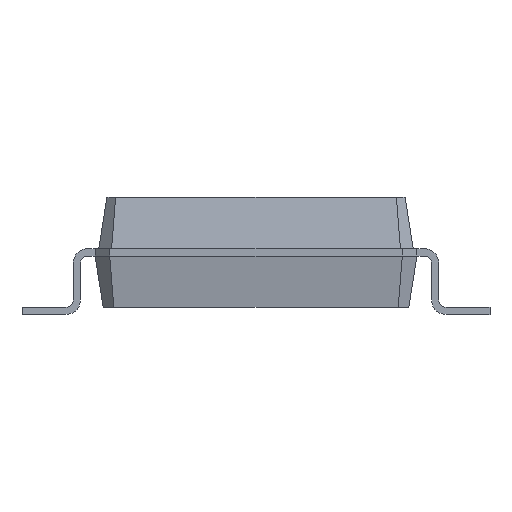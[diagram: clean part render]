
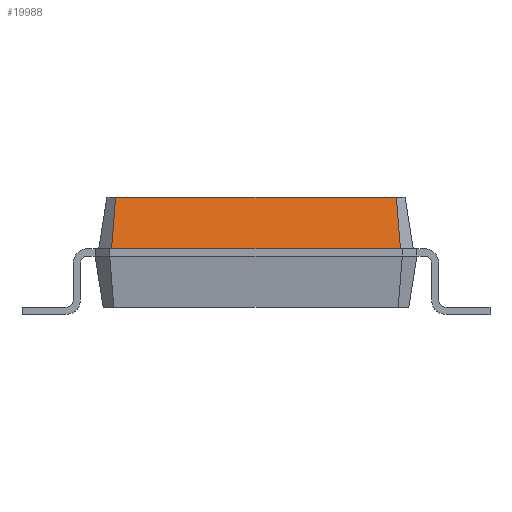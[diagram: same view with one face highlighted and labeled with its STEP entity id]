
A CAD part, front view. The second image highlights one B-rep face of the part: STEP entity #19988.
In plain terms, the highlighted free-form (B-spline) face has degree [1, 1] with [2, 2] control points.
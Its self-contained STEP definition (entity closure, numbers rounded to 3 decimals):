
#5167 = B_SPLINE_SURFACE_WITH_KNOTS('',1,1,(
(#5168,#5169)
,(#5170,#5171
)),.UNSPECIFIED.,.F.,.F.,.F.,(2,2),(2,2),(0.,0.247),(0.,1.)
,.PIECEWISE_BEZIER_KNOTS.);
#5168 = CARTESIAN_POINT('',(2.15,-3.675,0.9));
#5169 = CARTESIAN_POINT('',(2.039,-3.62,1.6));
#5170 = CARTESIAN_POINT('',(1.975,-3.85,0.9));
#5171 = CARTESIAN_POINT('',(1.92,-3.739,1.6));
#5194 = PLANE('',#5195);
#5195 = AXIS2_PLACEMENT_3D('',#5196,#5197,#5198);
#5196 = CARTESIAN_POINT('',(-1.92,3.739,1.6));
#5197 = DIRECTION('',(0.,0.,1.));
#5198 = DIRECTION('',(0.457,-0.89,0.));
#14662 = VERTEX_POINT('',#14663);
#14663 = CARTESIAN_POINT('',(1.975,-3.85,0.9));
#14683 = EDGE_CURVE('',#14662,#14684,#14686,.T.);
#14684 = VERTEX_POINT('',#14685);
#14685 = CARTESIAN_POINT('',(1.92,-3.739,1.6));
#14686 = SURFACE_CURVE('',#14687,(#14690,#14697),.PCURVE_S1.);
#14687 = B_SPLINE_CURVE_WITH_KNOTS('',1,(#14688,#14689),.UNSPECIFIED.,
.F.,.F.,(2,2),(0.,1.),.PIECEWISE_BEZIER_KNOTS.);
#14688 = CARTESIAN_POINT('',(1.975,-3.85,0.9));
#14689 = CARTESIAN_POINT('',(1.92,-3.739,1.6));
#14690 = PCURVE('',#5167,#14691);
#14691 = DEFINITIONAL_REPRESENTATION('',(#14692),#14696);
#14692 = LINE('',#14693,#14694);
#14693 = CARTESIAN_POINT('',(0.247,0.));
#14694 = VECTOR('',#14695,1.);
#14695 = DIRECTION('',(0.,1.));
#14696 = ( GEOMETRIC_REPRESENTATION_CONTEXT(2)
PARAMETRIC_REPRESENTATION_CONTEXT() REPRESENTATION_CONTEXT('2D SPACE',''
) );
#14697 = PCURVE('',#14698,#14703);
#14698 = B_SPLINE_SURFACE_WITH_KNOTS('',1,1,(
(#14699,#14700)
,(#14701,#14702
)),.UNSPECIFIED.,.F.,.F.,.F.,(2,2),(2,2),(0.,3.95),(0.,1.),
.PIECEWISE_BEZIER_KNOTS.);
#14699 = CARTESIAN_POINT('',(1.975,-3.85,0.9));
#14700 = CARTESIAN_POINT('',(1.92,-3.739,1.6));
#14701 = CARTESIAN_POINT('',(-1.975,-3.85,0.9));
#14702 = CARTESIAN_POINT('',(-1.92,-3.739,1.6));
#14703 = DEFINITIONAL_REPRESENTATION('',(#14704),#14708);
#14704 = LINE('',#14705,#14706);
#14705 = CARTESIAN_POINT('',(0.,0.));
#14706 = VECTOR('',#14707,1.);
#14707 = DIRECTION('',(0.,1.));
#14708 = ( GEOMETRIC_REPRESENTATION_CONTEXT(2)
PARAMETRIC_REPRESENTATION_CONTEXT() REPRESENTATION_CONTEXT('2D SPACE',''
) );
#14818 = VERTEX_POINT('',#14819);
#14819 = CARTESIAN_POINT('',(-1.92,-3.739,1.6));
#14833 = B_SPLINE_SURFACE_WITH_KNOTS('',1,1,(
(#14834,#14835)
,(#14836,#14837
)),.UNSPECIFIED.,.F.,.F.,.F.,(2,2),(2,2),(0.,0.247),(0.,1.)
,.PIECEWISE_BEZIER_KNOTS.);
#14834 = CARTESIAN_POINT('',(-1.975,-3.85,0.9));
#14835 = CARTESIAN_POINT('',(-1.92,-3.739,1.6));
#14836 = CARTESIAN_POINT('',(-2.15,-3.675,0.9));
#14837 = CARTESIAN_POINT('',(-2.039,-3.62,1.6));
#14844 = EDGE_CURVE('',#14684,#14818,#14845,.T.);
#14845 = SURFACE_CURVE('',#14846,(#14850,#14857),.PCURVE_S1.);
#14846 = LINE('',#14847,#14848);
#14847 = CARTESIAN_POINT('',(1.92,-3.739,1.6));
#14848 = VECTOR('',#14849,1.);
#14849 = DIRECTION('',(-1.,0.,0.));
#14850 = PCURVE('',#5194,#14851);
#14851 = DEFINITIONAL_REPRESENTATION('',(#14852),#14856);
#14852 = LINE('',#14853,#14854);
#14853 = CARTESIAN_POINT('',(8.406,0.));
#14854 = VECTOR('',#14855,1.);
#14855 = DIRECTION('',(-0.457,-0.89));
#14856 = ( GEOMETRIC_REPRESENTATION_CONTEXT(2)
PARAMETRIC_REPRESENTATION_CONTEXT() REPRESENTATION_CONTEXT('2D SPACE',''
) );
#14857 = PCURVE('',#14698,#14858);
#14858 = DEFINITIONAL_REPRESENTATION('',(#14859),#14862);
#14859 = B_SPLINE_CURVE_WITH_KNOTS('',1,(#14860,#14861),.UNSPECIFIED.,
.F.,.F.,(2,2),(0.,3.839),.PIECEWISE_BEZIER_KNOTS.);
#14860 = CARTESIAN_POINT('',(0.,1.));
#14861 = CARTESIAN_POINT('',(3.95,1.));
#14862 = ( GEOMETRIC_REPRESENTATION_CONTEXT(2)
PARAMETRIC_REPRESENTATION_CONTEXT() REPRESENTATION_CONTEXT('2D SPACE',''
) );
#15177 = B_SPLINE_SURFACE_WITH_KNOTS('',1,1,(
(#15178,#15179)
,(#15180,#15181
)),.UNSPECIFIED.,.F.,.F.,.F.,(2,2),(2,2),(0.,4.),(0.,1.),
.PIECEWISE_BEZIER_KNOTS.);
#15178 = CARTESIAN_POINT('',(2.,-3.9,0.9));
#15179 = CARTESIAN_POINT('',(1.975,-3.85,0.9));
#15180 = CARTESIAN_POINT('',(-2.,-3.9,0.9));
#15181 = CARTESIAN_POINT('',(-1.975,-3.85,0.9));
#19988 = ADVANCED_FACE('',(#19989),#14698,.F.);
#19989 = FACE_BOUND('',#19990,.F.);
#19990 = EDGE_LOOP('',(#19991,#20013,#20033,#20034));
#19991 = ORIENTED_EDGE('',*,*,#19992,.T.);
#19992 = EDGE_CURVE('',#14662,#19993,#19995,.T.);
#19993 = VERTEX_POINT('',#19994);
#19994 = CARTESIAN_POINT('',(-1.975,-3.85,0.9));
#19995 = SURFACE_CURVE('',#19996,(#20000,#20007),.PCURVE_S1.);
#19996 = LINE('',#19997,#19998);
#19997 = CARTESIAN_POINT('',(1.975,-3.85,0.9));
#19998 = VECTOR('',#19999,1.);
#19999 = DIRECTION('',(-1.,0.,0.));
#20000 = PCURVE('',#14698,#20001);
#20001 = DEFINITIONAL_REPRESENTATION('',(#20002),#20006);
#20002 = LINE('',#20003,#20004);
#20003 = CARTESIAN_POINT('',(0.,0.));
#20004 = VECTOR('',#20005,1.);
#20005 = DIRECTION('',(1.,0.));
#20006 = ( GEOMETRIC_REPRESENTATION_CONTEXT(2)
PARAMETRIC_REPRESENTATION_CONTEXT() REPRESENTATION_CONTEXT('2D SPACE',''
) );
#20007 = PCURVE('',#15177,#20008);
#20008 = DEFINITIONAL_REPRESENTATION('',(#20009),#20012);
#20009 = B_SPLINE_CURVE_WITH_KNOTS('',1,(#20010,#20011),.UNSPECIFIED.,
.F.,.F.,(2,2),(0.,3.95),.PIECEWISE_BEZIER_KNOTS.);
#20010 = CARTESIAN_POINT('',(0.,1.));
#20011 = CARTESIAN_POINT('',(4.,1.));
#20012 = ( GEOMETRIC_REPRESENTATION_CONTEXT(2)
PARAMETRIC_REPRESENTATION_CONTEXT() REPRESENTATION_CONTEXT('2D SPACE',''
) );
#20013 = ORIENTED_EDGE('',*,*,#20014,.T.);
#20014 = EDGE_CURVE('',#19993,#14818,#20015,.T.);
#20015 = SURFACE_CURVE('',#20016,(#20019,#20026),.PCURVE_S1.);
#20016 = B_SPLINE_CURVE_WITH_KNOTS('',1,(#20017,#20018),.UNSPECIFIED.,
.F.,.F.,(2,2),(0.,1.),.PIECEWISE_BEZIER_KNOTS.);
#20017 = CARTESIAN_POINT('',(-1.975,-3.85,0.9));
#20018 = CARTESIAN_POINT('',(-1.92,-3.739,1.6));
#20019 = PCURVE('',#14698,#20020);
#20020 = DEFINITIONAL_REPRESENTATION('',(#20021),#20025);
#20021 = LINE('',#20022,#20023);
#20022 = CARTESIAN_POINT('',(3.95,0.));
#20023 = VECTOR('',#20024,1.);
#20024 = DIRECTION('',(0.,1.));
#20025 = ( GEOMETRIC_REPRESENTATION_CONTEXT(2)
PARAMETRIC_REPRESENTATION_CONTEXT() REPRESENTATION_CONTEXT('2D SPACE',''
) );
#20026 = PCURVE('',#14833,#20027);
#20027 = DEFINITIONAL_REPRESENTATION('',(#20028),#20032);
#20028 = LINE('',#20029,#20030);
#20029 = CARTESIAN_POINT('',(0.,0.));
#20030 = VECTOR('',#20031,1.);
#20031 = DIRECTION('',(0.,1.));
#20032 = ( GEOMETRIC_REPRESENTATION_CONTEXT(2)
PARAMETRIC_REPRESENTATION_CONTEXT() REPRESENTATION_CONTEXT('2D SPACE',''
) );
#20033 = ORIENTED_EDGE('',*,*,#14844,.F.);
#20034 = ORIENTED_EDGE('',*,*,#14683,.F.);
